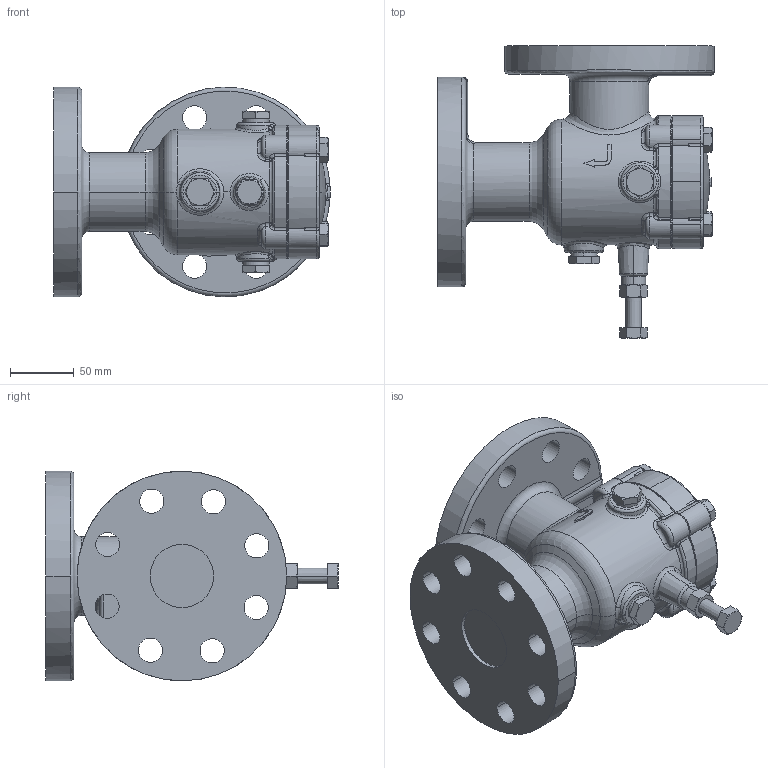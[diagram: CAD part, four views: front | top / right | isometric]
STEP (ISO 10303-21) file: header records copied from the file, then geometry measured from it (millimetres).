
FILE_DESCRIPTION (( 'STEP AP214' ), '1' );
FILE_NAME ('SD-2in_2in-250Lb.STEP', '2017-09-18T18:06:41', ( '' ), ( '' ), 'SwSTEP 2.0', 'SolidWorks 2013', '' );
FILE_SCHEMA (( 'AUTOMOTIVE_DESIGN' ));
Length unit declared in the file: inch
Products named in the file (4): X2SD-2in_2in-250Lb; X1SD-2in_2in-250Lb; SD-2in_2in-250Lb
Assembly tree (3 placements, depth 2):
  SD-2in_2in-250Lb
    SD-2in_2in-250Lb
    X1SD-2in_2in-250Lb
    X2SD-2in_2in-250Lb
Bounding box: 217.5 x 229.86 x 165 mm (x, y, z)
Volume: 2229609.3 mm3; surface area: 215151.4 mm2
Topology: 3 solids, 9 shells, 687 faces, 1711 edges, 1030 vertices
Faces by surface type: plane 259, cylinder 140, cone 121, bspline 98, torus 53, sphere 16
Entity records: 37194 total; most frequent: CARTESIAN_POINT 12555, ORIENTED_EDGE 3364, DIRECTION 3206, EDGE_CURVE 1682, AXIS2_PLACEMENT_3D 1367, VERTEX_POINT 1029, CIRCLE 772, EDGE_LOOP 743
